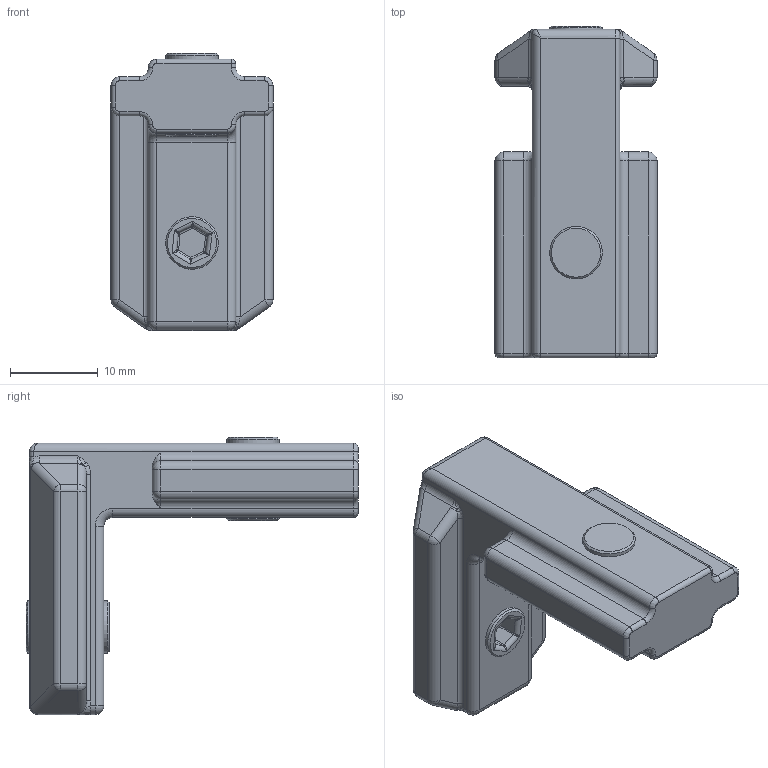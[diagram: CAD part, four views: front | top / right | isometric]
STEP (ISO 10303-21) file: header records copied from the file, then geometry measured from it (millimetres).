
FILE_DESCRIPTION((''),'2;1');
FILE_NAME('AR3303.stp','2020-12-14T12:22:50',('arma02'),(''),'Autodesk Inventor 2013','Autodesk Inventor 2013','');
FILE_SCHEMA(('AUTOMOTIVE_DESIGN { 1 0 10303 214 1 1 1 1 }'));
Length unit declared in the file: millimetre
Products named in the file (3): AR3303; AR3303-I; AR3303- II
Assembly tree (3 placements, depth 2):
  AR3303
    AR3303-I
    AR3303- II  x2
Bounding box: 18.5 x 37.9 x 31.64 mm (x, y, z)
Volume: 7202.4 mm3; surface area: 3698.5 mm2
Topology: 3 solids, 3 shells, 239 faces, 516 edges, 268 vertices
Faces by surface type: cylinder 103, plane 44, bspline 40, sphere 31, torus 13, cone 8
Full cylindrical faces by diameter (mm): 4.917 x2, 6 x2
Entity records: 6523 total; most frequent: CARTESIAN_POINT 2261, DIRECTION 950, ORIENTED_EDGE 818, EDGE_CURVE 409, AXIS2_PLACEMENT_3D 394, VERTEX_POINT 226, EDGE_LOOP 211, FACE_OUTER_BOUND 197
